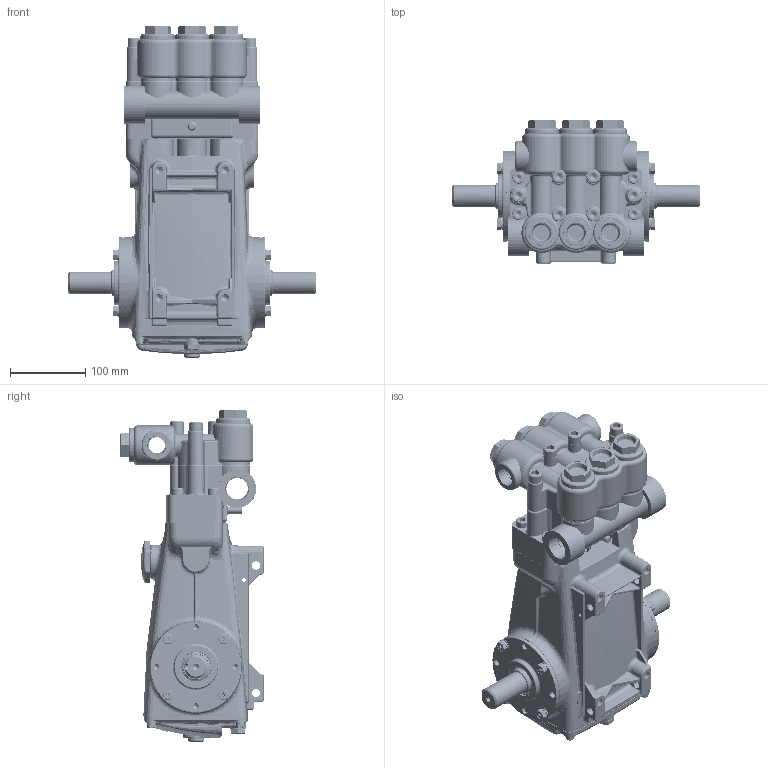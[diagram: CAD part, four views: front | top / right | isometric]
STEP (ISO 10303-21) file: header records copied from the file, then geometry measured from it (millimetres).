
FILE_DESCRIPTION (( 'STEP AP203' ), '1' );
FILE_NAME ('1531.STEP', '2022-11-11T15:52:20', ( '' ), ( '' ), 'SwSTEP 2.0', 'SolidWorks 2022', '' );
FILE_SCHEMA (( 'CONFIG_CONTROL_DESIGN' ));
Length unit declared in the file: inch
Products named in the file (1): 1531
Bounding box: 330 x 190.46 x 441.99 mm (x, y, z)
Volume: 4474398 mm3; surface area: 1056610 mm2
Topology: 84 solids, 84 shells, 5356 faces, 13144 edges, 7859 vertices
Faces by surface type: plane 1685, cylinder 1290, bspline 896, cone 772, torus 597, sphere 116
Entity records: 235904 total; most frequent: CARTESIAN_POINT 117952, ORIENTED_EDGE 25620, DIRECTION 23529, EDGE_CURVE 12810, AXIS2_PLACEMENT_3D 9623, VERTEX_POINT 7847, EDGE_LOOP 5797, FACE_OUTER_BOUND 5355
